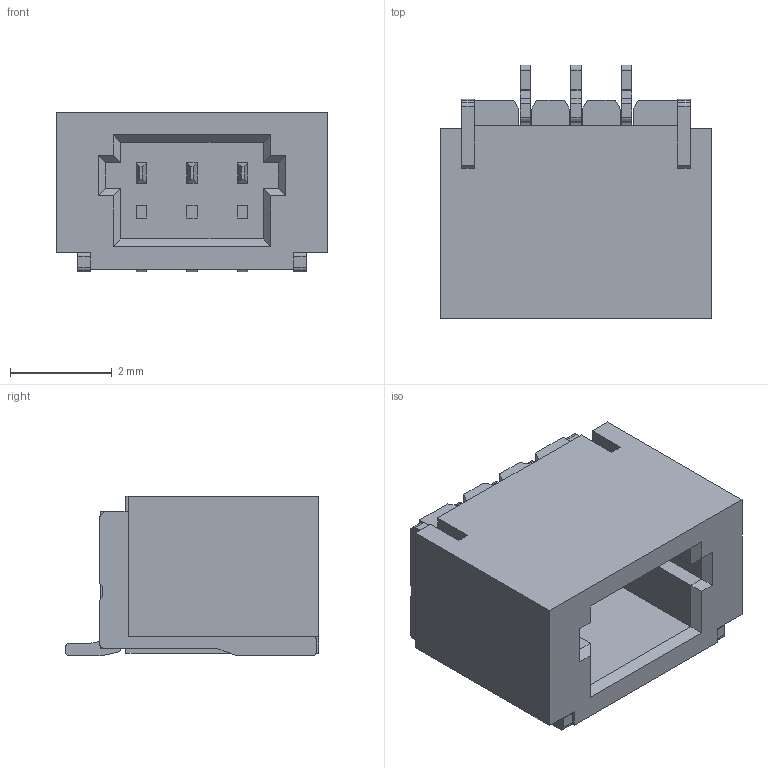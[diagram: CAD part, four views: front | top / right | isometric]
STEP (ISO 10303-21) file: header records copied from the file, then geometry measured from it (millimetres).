
FILE_DESCRIPTION(/* description */ (''),/* implementation_level */ '2;1');
FILE_NAME(/* name */ 'sh1.0_3pin_hor.step',/* time_stamp */ '2023-04-23T01:36:08+08:00',/* author */ (''),/* organization */ (''),/* preprocessor_version */ 'ST-DEVELOPER v19.2',/* originating_system */ 'Autodesk Translation Framework v12.4.0.73',/* authorisation */ '');
FILE_SCHEMA (('AUTOMOTIVE_DESIGN { 1 0 10303 214 3 1 1 }'));
Length unit declared in the file: millimetre
Products named in the file (3): CN2; CONN-SMD_3P-P1.00_HDGC_HDGC1002WR-S-3P; COMPOUND (1)
Assembly tree (2 placements, depth 3):
  CN2
    CONN-SMD_3P-P1.00_HDGC_HDGC1002WR-S-3P
      COMPOUND (1)
Bounding box: 5.35 x 5 x 3.15 mm (x, y, z)
Volume: 51.1 mm3; surface area: 237.6 mm2
Topology: 16 solids, 16 shells, 536 faces, 1440 edges, 952 vertices
Faces by surface type: plane 378, bspline 112, cylinder 46
Entity records: 17893 total; most frequent: CARTESIAN_POINT 4223, ORIENTED_EDGE 2880, DIRECTION 2338, EDGE_CURVE 1440, LINE 1124, VECTOR 1124, VERTEX_POINT 952, AXIS2_PLACEMENT_3D 607
